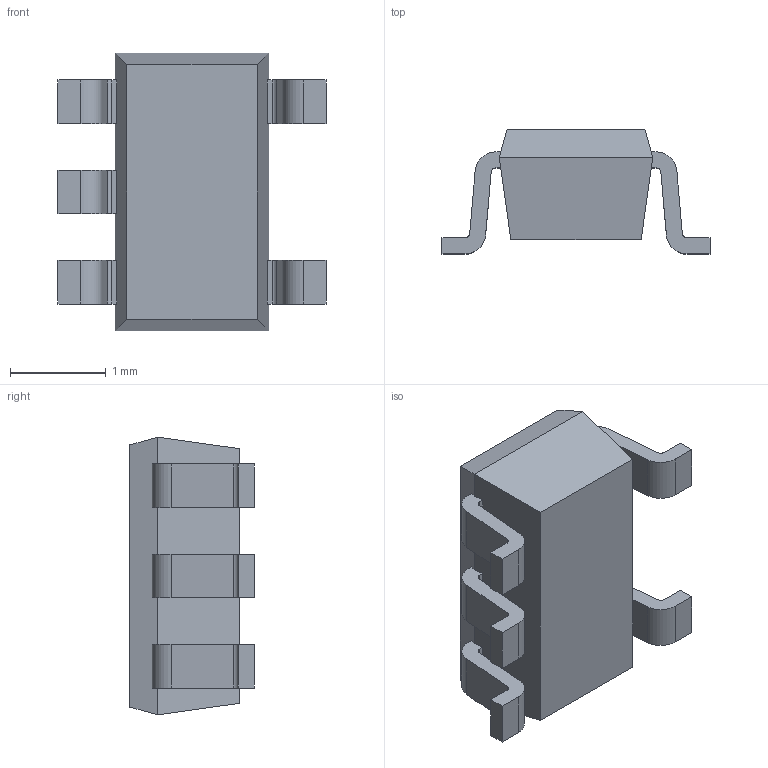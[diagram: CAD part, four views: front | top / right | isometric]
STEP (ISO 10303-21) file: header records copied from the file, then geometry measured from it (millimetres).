
FILE_DESCRIPTION (( 'STEP AP214' ), '1' );
FILE_NAME ('RT9193-33GB.STEP', '2021-09-22T12:26:54', ( '' ), ( '' ), 'SwSTEP 2.0', 'SolidWorks 2017', '' );
FILE_SCHEMA (( 'AUTOMOTIVE_DESIGN' ));
Length unit declared in the file: millimetre
Products named in the file (1): RT9193-33GB
Bounding box: 2.79 x 1.29 x 2.9 mm (x, y, z)
Volume: 5.3 mm3; surface area: 26.8 mm2
Topology: 7 solids, 7 shells, 94 faces, 233 edges, 154 vertices
Faces by surface type: plane 74, cylinder 20
Entity records: 2853 total; most frequent: CARTESIAN_POINT 482, ORIENTED_EDGE 466, DIRECTION 463, EDGE_CURVE 233, LINE 193, VECTOR 193, VERTEX_POINT 154, AXIS2_PLACEMENT_3D 135
